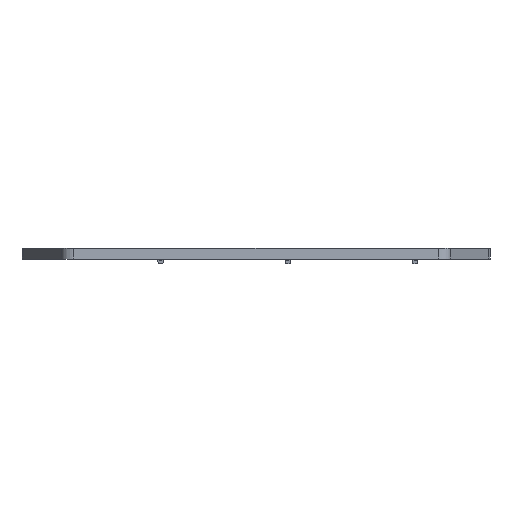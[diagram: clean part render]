
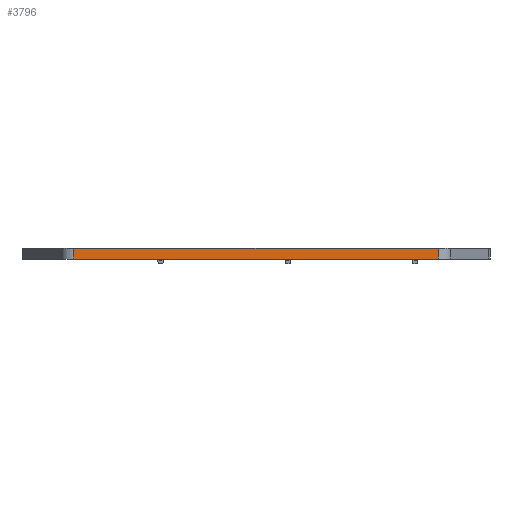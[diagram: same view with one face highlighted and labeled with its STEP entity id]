
A CAD part, left-side view. The second image highlights one B-rep face of the part: STEP entity #3796.
In plain terms, the highlighted planar face has unit normal (-1, 0, 0).
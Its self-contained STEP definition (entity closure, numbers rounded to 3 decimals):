
#1067 = VERTEX_POINT('',#1068);
#1068 = CARTESIAN_POINT('',(95.25,-56.088,0.));
#1075 = EDGE_CURVE('',#1076,#1067,#1078,.T.);
#1076 = VERTEX_POINT('',#1077);
#1077 = CARTESIAN_POINT('',(95.25,-110.6,0.));
#1078 = LINE('',#1079,#1080);
#1079 = CARTESIAN_POINT('',(95.25,-110.6,0.));
#1080 = VECTOR('',#1081,1.);
#1081 = DIRECTION('',(0.,1.,0.));
#2252 = VERTEX_POINT('',#2253);
#2253 = CARTESIAN_POINT('',(95.25,-56.088,1.6));
#2260 = EDGE_CURVE('',#2261,#2252,#2263,.T.);
#2261 = VERTEX_POINT('',#2262);
#2262 = CARTESIAN_POINT('',(95.25,-110.6,1.6));
#2263 = LINE('',#2264,#2265);
#2264 = CARTESIAN_POINT('',(95.25,-110.6,1.6));
#2265 = VECTOR('',#2266,1.);
#2266 = DIRECTION('',(0.,1.,0.));
#3766 = EDGE_CURVE('',#1067,#2252,#3767,.T.);
#3767 = LINE('',#3768,#3769);
#3768 = CARTESIAN_POINT('',(95.25,-56.088,0.));
#3769 = VECTOR('',#3770,1.);
#3770 = DIRECTION('',(0.,0.,1.));
#3796 = ADVANCED_FACE('',(#3797),#3808,.T.);
#3797 = FACE_BOUND('',#3798,.T.);
#3798 = EDGE_LOOP('',(#3799,#3805,#3806,#3807));
#3799 = ORIENTED_EDGE('',*,*,#3800,.T.);
#3800 = EDGE_CURVE('',#1076,#2261,#3801,.T.);
#3801 = LINE('',#3802,#3803);
#3802 = CARTESIAN_POINT('',(95.25,-110.6,0.));
#3803 = VECTOR('',#3804,1.);
#3804 = DIRECTION('',(0.,0.,1.));
#3805 = ORIENTED_EDGE('',*,*,#2260,.T.);
#3806 = ORIENTED_EDGE('',*,*,#3766,.F.);
#3807 = ORIENTED_EDGE('',*,*,#1075,.F.);
#3808 = PLANE('',#3809);
#3809 = AXIS2_PLACEMENT_3D('',#3810,#3811,#3812);
#3810 = CARTESIAN_POINT('',(95.25,-110.6,0.));
#3811 = DIRECTION('',(-1.,0.,0.));
#3812 = DIRECTION('',(0.,1.,0.));
